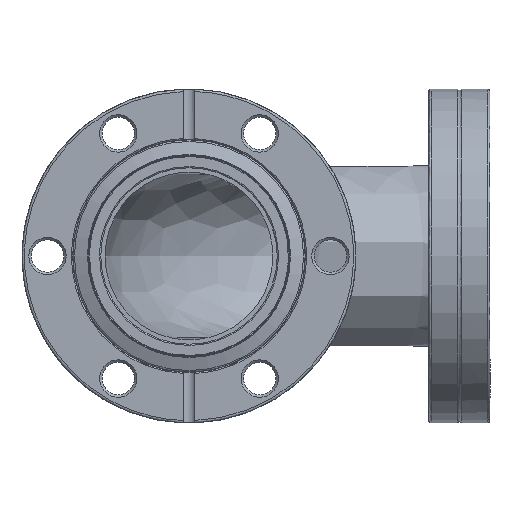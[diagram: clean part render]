
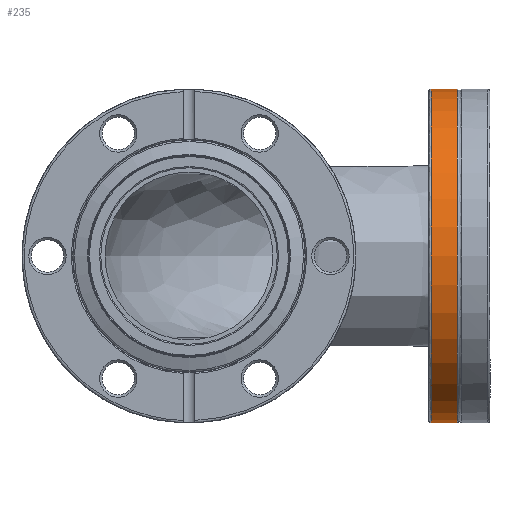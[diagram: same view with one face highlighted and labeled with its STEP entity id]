
A CAD part, left-side view. The second image highlights one B-rep face of the part: STEP entity #235.
In plain terms, the highlighted cylindrical face has radius 34.65 mm (diameter 69.3 mm), a full revolution.
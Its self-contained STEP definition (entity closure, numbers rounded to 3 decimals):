
#164 = CIRCLE ( 'NONE', #4430, 34.65 ) ;
#235 = ADVANCED_FACE ( 'NONE', ( #2215, #545 ), #1090, .T. ) ;
#418 = CARTESIAN_POINT ( 'NONE',  ( 0., 5.863, 34.65 ) ) ;
#441 = VERTEX_POINT ( 'NONE', #418 ) ;
#486 = DIRECTION ( 'NONE',  ( 0., 1., 0. ) ) ;
#545 = FACE_OUTER_BOUND ( 'NONE', #4238, .T. ) ;
#698 = AXIS2_PLACEMENT_3D ( 'NONE', #3538, #3901, #4263 ) ;
#1090 = CYLINDRICAL_SURFACE ( 'NONE', #2652, 34.65 ) ;
#1141 = CARTESIAN_POINT ( 'NONE',  ( 0., 0.5, -34.65 ) ) ;
#1423 = DIRECTION ( 'NONE',  ( 0., 0., 1. ) ) ;
#1465 = ORIENTED_EDGE ( 'NONE', *, *, #3387, .F. ) ;
#1777 = CIRCLE ( 'NONE', #698, 34.65 ) ;
#1951 = EDGE_CURVE ( 'NONE', #441, #441, #164, .T. ) ;
#2143 = CARTESIAN_POINT ( 'NONE',  ( 0., 5.863, 0. ) ) ;
#2215 = FACE_OUTER_BOUND ( 'NONE', #3424, .T. ) ;
#2479 = ORIENTED_EDGE ( 'NONE', *, *, #1951, .T. ) ;
#2652 = AXIS2_PLACEMENT_3D ( 'NONE', #4363, #486, #3962 ) ;
#3324 = VERTEX_POINT ( 'NONE', #1141 ) ;
#3387 = EDGE_CURVE ( 'NONE', #3324, #3324, #1777, .T. ) ;
#3424 = EDGE_LOOP ( 'NONE', ( #2479 ) ) ;
#3538 = CARTESIAN_POINT ( 'NONE',  ( 0., 0.5, 0. ) ) ;
#3901 = DIRECTION ( 'NONE',  ( 0., -1., 0. ) ) ;
#3962 = DIRECTION ( 'NONE',  ( 0., 0., 1. ) ) ;
#4200 = DIRECTION ( 'NONE',  ( 0., -1., 0. ) ) ;
#4238 = EDGE_LOOP ( 'NONE', ( #1465 ) ) ;
#4263 = DIRECTION ( 'NONE',  ( 0., 0., -1. ) ) ;
#4363 = CARTESIAN_POINT ( 'NONE',  ( 0., 0., 0. ) ) ;
#4430 = AXIS2_PLACEMENT_3D ( 'NONE', #2143, #4200, #1423 ) ;
